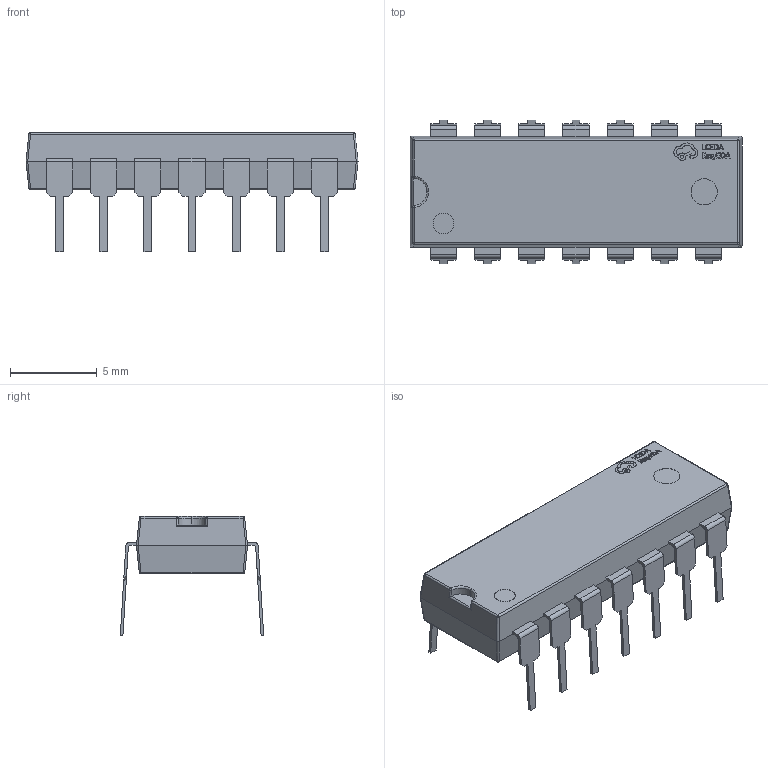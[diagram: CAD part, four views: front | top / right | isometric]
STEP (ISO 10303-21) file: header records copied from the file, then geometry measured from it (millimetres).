
FILE_DESCRIPTION (( 'STEP AP214' ), '1' );
FILE_NAME ('DIP-14_L19.1-W6.4-P2.54-LS7.6-BL.step', '2022-06-21T13:56:45', ( '' ), ( '' ), 'SwSTEP 2.0', 'SolidWorks 2020', '' );
FILE_SCHEMA (( 'AUTOMOTIVE_DESIGN' ));
Length unit declared in the file: millimetre
Products named in the file (1): DIP-14_L19.1-W6.4-P2.54-LS7.6-BL
Bounding box: 19.1 x 8.25 x 6.87 mm (x, y, z)
Volume: 399.3 mm3; surface area: 568.2 mm2
Topology: 15 solids, 15 shells, 558 faces, 1461 edges, 961 vertices
Faces by surface type: plane 380, bspline 114, cylinder 52, sphere 10, torus 2
Entity records: 24492 total; most frequent: CARTESIAN_POINT 5173, ORIENTED_EDGE 2922, DIRECTION 2212, EDGE_CURVE 1461, VECTOR 1120, LINE 1120, VERTEX_POINT 961, EDGE_LOOP 586
